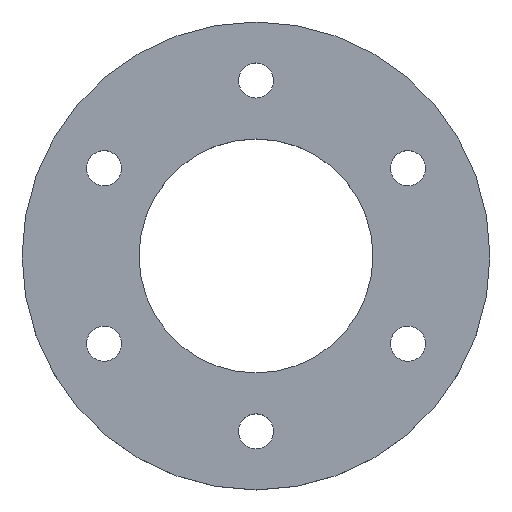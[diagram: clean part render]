
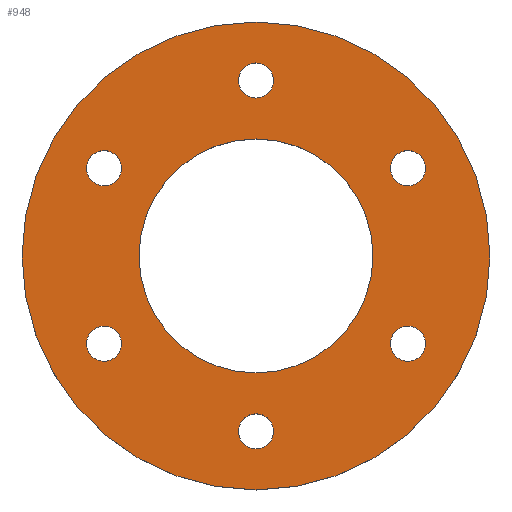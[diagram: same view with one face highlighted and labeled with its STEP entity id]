
A CAD part, top view. The second image highlights one B-rep face of the part: STEP entity #948.
In plain terms, the highlighted planar face has unit normal (0, 0, 1).
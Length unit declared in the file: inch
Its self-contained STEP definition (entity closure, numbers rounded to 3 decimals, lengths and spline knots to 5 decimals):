
#138=CARTESIAN_POINT('',(-1.25,0.,0.25));
#139=VERTEX_POINT('',#138);
#155=CARTESIAN_POINT('',(1.25,0.,0.25));
#156=VERTEX_POINT('',#155);
#163=CARTESIAN_POINT('',(0.0,0.0,0.25));
#164=DIRECTION('',(0.0,0.0,-1.0));
#165=DIRECTION('',(-1.0,0.0,0.0));
#166=AXIS2_PLACEMENT_3D('',#163,#164,#165);
#167=CIRCLE('',#166,1.25);
#168=EDGE_CURVE('',#156,#139,#167,.T.);
#178=CARTESIAN_POINT('',(-0.625,0.,0.25));
#179=VERTEX_POINT('',#178);
#188=CARTESIAN_POINT('',(0.625,0.,0.25));
#189=VERTEX_POINT('',#188);
#190=CARTESIAN_POINT('',(0.0,0.0,0.25));
#191=DIRECTION('',(0.0,0.0,-1.0));
#192=DIRECTION('',(-1.0,0.0,0.0));
#193=AXIS2_PLACEMENT_3D('',#190,#191,#192);
#194=CIRCLE('',#193,0.625);
#195=EDGE_CURVE('',#189,#179,#194,.T.);
#243=CARTESIAN_POINT('',(0.09375,0.9375,0.25));
#244=VERTEX_POINT('',#243);
#260=CARTESIAN_POINT('',(-0.09375,0.9375,0.25));
#261=VERTEX_POINT('',#260);
#268=CARTESIAN_POINT('',(0.,0.9375,0.25));
#269=DIRECTION('',(0.0,0.0,-1.0));
#270=DIRECTION('',(1.0,0.0,0.0));
#271=AXIS2_PLACEMENT_3D('',#268,#269,#270);
#272=CIRCLE('',#271,0.09375);
#273=EDGE_CURVE('',#244,#261,#272,.T.);
#306=CARTESIAN_POINT('',(0.85877,0.38756,0.25));
#307=VERTEX_POINT('',#306);
#323=CARTESIAN_POINT('',(0.76502,0.54994,0.25));
#324=VERTEX_POINT('',#323);
#331=CARTESIAN_POINT('',(0.8119,0.46875,0.25));
#332=DIRECTION('',(0.0,0.0,-1.0));
#333=DIRECTION('',(0.5,-0.866,0.0));
#334=AXIS2_PLACEMENT_3D('',#331,#332,#333);
#335=CIRCLE('',#334,0.09375);
#336=EDGE_CURVE('',#307,#324,#335,.T.);
#369=CARTESIAN_POINT('',(-0.76502,0.54994,0.25));
#370=VERTEX_POINT('',#369);
#386=CARTESIAN_POINT('',(-0.85877,0.38756,0.25));
#387=VERTEX_POINT('',#386);
#394=CARTESIAN_POINT('',(-0.8119,0.46875,0.25));
#395=DIRECTION('',(0.0,0.0,-1.0));
#396=DIRECTION('',(0.5,0.866,0.0));
#397=AXIS2_PLACEMENT_3D('',#394,#395,#396);
#398=CIRCLE('',#397,0.09375);
#399=EDGE_CURVE('',#370,#387,#398,.T.);
#432=CARTESIAN_POINT('',(-0.85877,-0.38756,0.25));
#433=VERTEX_POINT('',#432);
#449=CARTESIAN_POINT('',(-0.76502,-0.54994,0.25));
#450=VERTEX_POINT('',#449);
#457=CARTESIAN_POINT('',(-0.8119,-0.46875,0.25));
#458=DIRECTION('',(0.0,0.0,-1.0));
#459=DIRECTION('',(-0.5,0.866,0.0));
#460=AXIS2_PLACEMENT_3D('',#457,#458,#459);
#461=CIRCLE('',#460,0.09375);
#462=EDGE_CURVE('',#433,#450,#461,.T.);
#495=CARTESIAN_POINT('',(-0.09375,-0.9375,0.25));
#496=VERTEX_POINT('',#495);
#512=CARTESIAN_POINT('',(0.09375,-0.9375,0.25));
#513=VERTEX_POINT('',#512);
#520=CARTESIAN_POINT('',(0.0,-0.9375,0.25));
#521=DIRECTION('',(0.0,0.0,-1.0));
#522=DIRECTION('',(-1.0,0.0,0.0));
#523=AXIS2_PLACEMENT_3D('',#520,#521,#522);
#524=CIRCLE('',#523,0.09375);
#525=EDGE_CURVE('',#496,#513,#524,.T.);
#558=CARTESIAN_POINT('',(0.76502,-0.54994,0.25));
#559=VERTEX_POINT('',#558);
#575=CARTESIAN_POINT('',(0.85877,-0.38756,0.25));
#576=VERTEX_POINT('',#575);
#583=CARTESIAN_POINT('',(0.8119,-0.46875,0.25));
#584=DIRECTION('',(0.0,0.0,-1.));
#585=DIRECTION('',(-0.5,-0.866,0.0));
#586=AXIS2_PLACEMENT_3D('',#583,#584,#585);
#587=CIRCLE('',#586,0.09375);
#588=EDGE_CURVE('',#559,#576,#587,.T.);
#620=CARTESIAN_POINT('',(0.8119,-0.46875,0.25));
#621=DIRECTION('',(0.0,0.0,-1.));
#622=DIRECTION('',(-0.5,-0.866,0.0));
#623=AXIS2_PLACEMENT_3D('',#620,#621,#622);
#624=CIRCLE('',#623,0.09375);
#625=EDGE_CURVE('',#576,#559,#624,.T.);
#665=CARTESIAN_POINT('',(0.0,-0.9375,0.25));
#666=DIRECTION('',(0.0,0.0,-1.0));
#667=DIRECTION('',(-1.0,0.0,0.0));
#668=AXIS2_PLACEMENT_3D('',#665,#666,#667);
#669=CIRCLE('',#668,0.09375);
#670=EDGE_CURVE('',#513,#496,#669,.T.);
#710=CARTESIAN_POINT('',(-0.8119,-0.46875,0.25));
#711=DIRECTION('',(0.0,0.0,-1.0));
#712=DIRECTION('',(-0.5,0.866,0.0));
#713=AXIS2_PLACEMENT_3D('',#710,#711,#712);
#714=CIRCLE('',#713,0.09375);
#715=EDGE_CURVE('',#450,#433,#714,.T.);
#755=CARTESIAN_POINT('',(-0.8119,0.46875,0.25));
#756=DIRECTION('',(0.0,0.0,-1.0));
#757=DIRECTION('',(0.5,0.866,0.0));
#758=AXIS2_PLACEMENT_3D('',#755,#756,#757);
#759=CIRCLE('',#758,0.09375);
#760=EDGE_CURVE('',#387,#370,#759,.T.);
#800=CARTESIAN_POINT('',(0.8119,0.46875,0.25));
#801=DIRECTION('',(0.0,0.0,-1.0));
#802=DIRECTION('',(0.5,-0.866,0.0));
#803=AXIS2_PLACEMENT_3D('',#800,#801,#802);
#804=CIRCLE('',#803,0.09375);
#805=EDGE_CURVE('',#324,#307,#804,.T.);
#845=CARTESIAN_POINT('',(0.,0.9375,0.25));
#846=DIRECTION('',(0.0,0.0,-1.0));
#847=DIRECTION('',(1.0,0.0,0.0));
#848=AXIS2_PLACEMENT_3D('',#845,#846,#847);
#849=CIRCLE('',#848,0.09375);
#850=EDGE_CURVE('',#261,#244,#849,.T.);
#877=CARTESIAN_POINT('',(0.0,0.0,0.25));
#878=DIRECTION('',(0.0,0.0,-1.0));
#879=DIRECTION('',(-1.0,0.0,0.0));
#880=AXIS2_PLACEMENT_3D('',#877,#878,#879);
#881=CIRCLE('',#880,0.625);
#882=EDGE_CURVE('',#179,#189,#881,.T.);
#893=CARTESIAN_POINT('',(0.0,0.0,0.25));
#894=DIRECTION('',(0.0,0.0,-1.0));
#895=DIRECTION('',(-1.0,0.0,0.0));
#896=AXIS2_PLACEMENT_3D('',#893,#894,#895);
#897=CIRCLE('',#896,1.25);
#898=EDGE_CURVE('',#139,#156,#897,.T.);
#911=CARTESIAN_POINT('',(0.11364,0.,0.25));
#912=DIRECTION('',(0.0,0.0,1.0));
#913=DIRECTION('',(1.0,0.0,0.0));
#914=AXIS2_PLACEMENT_3D('',#911,#912,#913);
#915=PLANE('',#914);
#916=ORIENTED_EDGE('',*,*,#168,.F.);
#917=ORIENTED_EDGE('',*,*,#898,.F.);
#918=EDGE_LOOP('',(#916,#917));
#919=FACE_OUTER_BOUND('',#918,.T.);
#920=ORIENTED_EDGE('',*,*,#588,.T.);
#921=ORIENTED_EDGE('',*,*,#625,.T.);
#922=EDGE_LOOP('',(#920,#921));
#923=FACE_BOUND('',#922,.T.);
#924=ORIENTED_EDGE('',*,*,#525,.T.);
#925=ORIENTED_EDGE('',*,*,#670,.T.);
#926=EDGE_LOOP('',(#924,#925));
#927=FACE_BOUND('',#926,.T.);
#928=ORIENTED_EDGE('',*,*,#462,.T.);
#929=ORIENTED_EDGE('',*,*,#715,.T.);
#930=EDGE_LOOP('',(#928,#929));
#931=FACE_BOUND('',#930,.T.);
#932=ORIENTED_EDGE('',*,*,#399,.T.);
#933=ORIENTED_EDGE('',*,*,#760,.T.);
#934=EDGE_LOOP('',(#932,#933));
#935=FACE_BOUND('',#934,.T.);
#936=ORIENTED_EDGE('',*,*,#336,.T.);
#937=ORIENTED_EDGE('',*,*,#805,.T.);
#938=EDGE_LOOP('',(#936,#937));
#939=FACE_BOUND('',#938,.T.);
#940=ORIENTED_EDGE('',*,*,#273,.T.);
#941=ORIENTED_EDGE('',*,*,#850,.T.);
#942=EDGE_LOOP('',(#940,#941));
#943=FACE_BOUND('',#942,.T.);
#944=ORIENTED_EDGE('',*,*,#195,.T.);
#945=ORIENTED_EDGE('',*,*,#882,.T.);
#946=EDGE_LOOP('',(#944,#945));
#947=FACE_BOUND('',#946,.T.);
#948=ADVANCED_FACE('',(#919,#923,#927,#931,#935,#939,#943,#947),#915,.T.);
